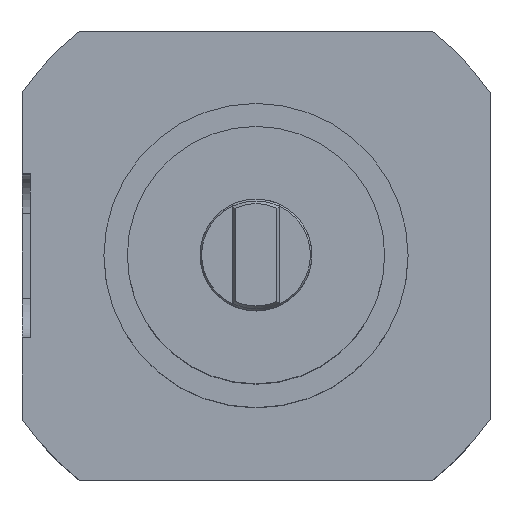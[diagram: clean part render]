
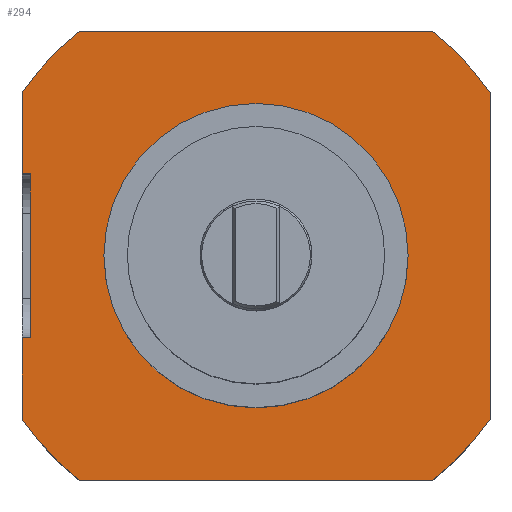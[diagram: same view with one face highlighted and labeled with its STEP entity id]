
A CAD part, top view. The second image highlights one B-rep face of the part: STEP entity #294.
In plain terms, the highlighted planar face has unit normal (0, 0, 1).
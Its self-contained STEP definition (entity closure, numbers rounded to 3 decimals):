
#145=LINE('',#1490,#191);
#146=LINE('',#1493,#192);
#147=LINE('',#1497,#193);
#148=LINE('',#1501,#194);
#149=LINE('',#1505,#195);
#150=LINE('',#1509,#196);
#151=LINE('',#1511,#197);
#152=LINE('',#1513,#198);
#191=VECTOR('',#1198,1.0);
#192=VECTOR('',#1199,1.0);
#193=VECTOR('',#1202,1.0);
#194=VECTOR('',#1205,1.0);
#195=VECTOR('',#1208,1.0);
#196=VECTOR('',#1211,1.0);
#197=VECTOR('',#1212,1.0);
#198=VECTOR('',#1213,1.0);
#294=ADVANCED_FACE('',(#377,#378),#338,.T.);
#338=PLANE('',#1011);
#377=FACE_BOUND('',#434,.T.);
#378=FACE_BOUND('',#435,.T.);
#434=EDGE_LOOP('',(#572,#573,#574,#575,#576,#577,#578,#579,#580,#581,#582,#583));
#435=EDGE_LOOP('',(#584));
#572=ORIENTED_EDGE('',*,*,#844,.T.);
#573=ORIENTED_EDGE('',*,*,#845,.T.);
#574=ORIENTED_EDGE('',*,*,#846,.T.);
#575=ORIENTED_EDGE('',*,*,#847,.T.);
#576=ORIENTED_EDGE('',*,*,#848,.T.);
#577=ORIENTED_EDGE('',*,*,#849,.T.);
#578=ORIENTED_EDGE('',*,*,#850,.T.);
#579=ORIENTED_EDGE('',*,*,#851,.T.);
#580=ORIENTED_EDGE('',*,*,#852,.T.);
#581=ORIENTED_EDGE('',*,*,#853,.T.);
#582=ORIENTED_EDGE('',*,*,#854,.F.);
#583=ORIENTED_EDGE('',*,*,#855,.F.);
#584=ORIENTED_EDGE('',*,*,#856,.F.);
#752=VERTEX_POINT('',#1491);
#753=VERTEX_POINT('',#1492);
#754=VERTEX_POINT('',#1494);
#755=VERTEX_POINT('',#1496);
#756=VERTEX_POINT('',#1498);
#757=VERTEX_POINT('',#1500);
#758=VERTEX_POINT('',#1502);
#759=VERTEX_POINT('',#1504);
#760=VERTEX_POINT('',#1506);
#761=VERTEX_POINT('',#1508);
#762=VERTEX_POINT('',#1510);
#763=VERTEX_POINT('',#1512);
#764=VERTEX_POINT('',#1515);
#844=EDGE_CURVE('',#752,#753,#145,.T.);
#845=EDGE_CURVE('',#753,#754,#146,.T.);
#846=EDGE_CURVE('',#754,#755,#926,.T.);
#847=EDGE_CURVE('',#755,#756,#147,.T.);
#848=EDGE_CURVE('',#756,#757,#927,.T.);
#849=EDGE_CURVE('',#757,#758,#148,.T.);
#850=EDGE_CURVE('',#758,#759,#928,.T.);
#851=EDGE_CURVE('',#759,#760,#149,.T.);
#852=EDGE_CURVE('',#760,#761,#929,.T.);
#853=EDGE_CURVE('',#761,#762,#150,.T.);
#854=EDGE_CURVE('',#763,#762,#151,.T.);
#855=EDGE_CURVE('',#752,#763,#152,.T.);
#856=EDGE_CURVE('',#764,#764,#930,.T.);
#926=CIRCLE('',#1006,61.0);
#927=CIRCLE('',#1007,61.0);
#928=CIRCLE('',#1008,61.0);
#929=CIRCLE('',#1009,61.0);
#930=CIRCLE('',#1010,32.5);
#1006=AXIS2_PLACEMENT_3D('',#1495,#1200,#1201);
#1007=AXIS2_PLACEMENT_3D('',#1499,#1203,#1204);
#1008=AXIS2_PLACEMENT_3D('',#1503,#1206,#1207);
#1009=AXIS2_PLACEMENT_3D('',#1507,#1209,#1210);
#1010=AXIS2_PLACEMENT_3D('',#1514,#1214,#1215);
#1011=AXIS2_PLACEMENT_3D('',#1516,#1216,#1217);
#1198=DIRECTION('',(-1.0,0.0,0.0));
#1199=DIRECTION('',(0.0,-1.0,0.0));
#1200=DIRECTION('',(0.0,0.0,1.0));
#1201=DIRECTION('',(1.0,0.0,0.0));
#1202=DIRECTION('',(1.0,0.0,0.0));
#1203=DIRECTION('',(0.0,0.0,1.0));
#1204=DIRECTION('',(1.0,0.0,0.0));
#1205=DIRECTION('',(0.0,1.0,0.0));
#1206=DIRECTION('',(0.0,0.0,1.0));
#1207=DIRECTION('',(1.0,0.0,0.0));
#1208=DIRECTION('',(-1.0,0.0,0.0));
#1209=DIRECTION('',(0.0,0.0,1.0));
#1210=DIRECTION('',(1.0,0.0,0.0));
#1211=DIRECTION('',(0.0,-1.0,0.0));
#1212=DIRECTION('',(-1.0,0.0,0.0));
#1213=DIRECTION('',(0.0,1.0,0.0));
#1214=DIRECTION('',(0.0,0.0,1.0));
#1215=DIRECTION('',(1.0,0.0,0.0));
#1216=DIRECTION('',(0.0,0.0,1.0));
#1217=DIRECTION('',(-1.0,0.0,0.0));
#1490=CARTESIAN_POINT('',(-48.2,-17.5,0.0));
#1491=CARTESIAN_POINT('',(-48.2,-17.5,0.0));
#1492=CARTESIAN_POINT('',(-50.0,-17.5,0.0));
#1493=CARTESIAN_POINT('',(-50.0,-34.943,0.0));
#1494=CARTESIAN_POINT('',(-50.0,-34.943,0.0));
#1495=CARTESIAN_POINT('',(0.,0.,0.0));
#1496=CARTESIAN_POINT('',(-37.643,-48.0,0.0));
#1497=CARTESIAN_POINT('',(37.643,-48.0,0.0));
#1498=CARTESIAN_POINT('',(37.643,-48.0,0.0));
#1499=CARTESIAN_POINT('',(0.,0.,0.0));
#1500=CARTESIAN_POINT('',(50.0,-34.943,0.0));
#1501=CARTESIAN_POINT('',(50.0,-34.943,0.0));
#1502=CARTESIAN_POINT('',(50.0,34.943,0.0));
#1503=CARTESIAN_POINT('',(0.,0.,0.0));
#1504=CARTESIAN_POINT('',(37.643,48.0,0.0));
#1505=CARTESIAN_POINT('',(37.643,48.0,0.0));
#1506=CARTESIAN_POINT('',(-37.643,48.0,0.0));
#1507=CARTESIAN_POINT('',(0.,0.,0.0));
#1508=CARTESIAN_POINT('',(-50.0,34.943,0.0));
#1509=CARTESIAN_POINT('',(-50.0,-34.943,0.0));
#1510=CARTESIAN_POINT('',(-50.0,17.5,0.0));
#1511=CARTESIAN_POINT('',(-48.2,17.5,0.0));
#1512=CARTESIAN_POINT('',(-48.2,17.5,0.0));
#1513=CARTESIAN_POINT('',(-48.2,17.5,0.0));
#1514=CARTESIAN_POINT('',(0.,0.,0.0));
#1515=CARTESIAN_POINT('',(32.5,0.,0.0));
#1516=CARTESIAN_POINT('',(0.,0.,0.0));
